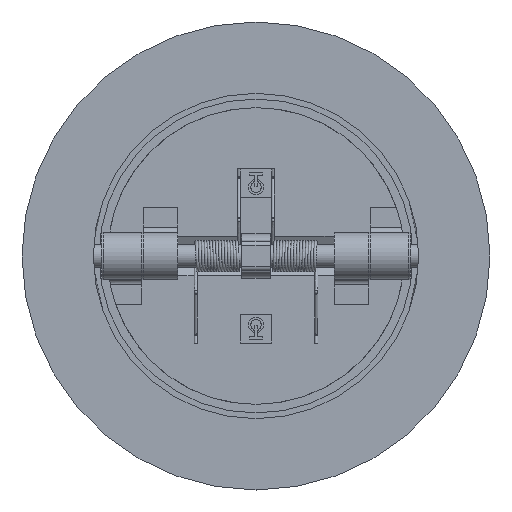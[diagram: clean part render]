
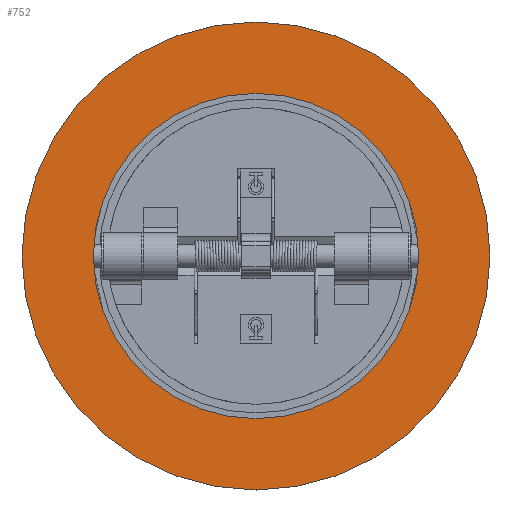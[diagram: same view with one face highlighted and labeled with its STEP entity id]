
A CAD part, front view. The second image highlights one B-rep face of the part: STEP entity #752.
In plain terms, the highlighted planar face has unit normal (0, -1, 0).
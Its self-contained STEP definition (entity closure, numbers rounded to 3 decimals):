
#133 = AXIS2_PLACEMENT_3D ( 'NONE', #27121, #5933, #6123 ) ;
#514 = CARTESIAN_POINT ( 'NONE',  ( 0., 0., -82. ) ) ;
#752 = ADVANCED_FACE ( 'NONE', ( #8597, #31232 ), #5553, .F. ) ;
#2528 = DIRECTION ( 'NONE',  ( 0., 0., -1. ) ) ;
#5553 = PLANE ( 'NONE',  #133 ) ;
#5933 = DIRECTION ( 'NONE',  ( 0., 1., 0. ) ) ;
#6123 = DIRECTION ( 'NONE',  ( 0., 0., 1. ) ) ;
#7428 = DIRECTION ( 'NONE',  ( 0., 0., -1. ) ) ;
#7819 = DIRECTION ( 'NONE',  ( 0., -1., 0. ) ) ;
#8597 = FACE_BOUND ( 'NONE', #20886, .T. ) ;
#10883 = AXIS2_PLACEMENT_3D ( 'NONE', #32901, #45556, #7428 ) ;
#12376 = ORIENTED_EDGE ( 'NONE', *, *, #50274, .T. ) ;
#13232 = CIRCLE ( 'NONE', #32060, 82. ) ;
#13661 = AXIS2_PLACEMENT_3D ( 'NONE', #24907, #7819, #20280 ) ;
#15510 = EDGE_CURVE ( 'NONE', #28141, #52597, #25537, .T. ) ;
#15539 = DIRECTION ( 'NONE',  ( 0., -1., 0. ) ) ;
#18862 = DIRECTION ( 'NONE',  ( 0., -1., 0. ) ) ;
#19576 = CARTESIAN_POINT ( 'NONE',  ( 0., 0., 0. ) ) ;
#20280 = DIRECTION ( 'NONE',  ( 0., 0., -1. ) ) ;
#20886 = EDGE_LOOP ( 'NONE', ( #25927, #45459 ) ) ;
#21475 = VERTEX_POINT ( 'NONE', #514 ) ;
#24907 = CARTESIAN_POINT ( 'NONE',  ( 0., 0., 0. ) ) ;
#25537 = CIRCLE ( 'NONE', #13661, 57. ) ;
#25927 = ORIENTED_EDGE ( 'NONE', *, *, #26108, .F. ) ;
#26108 = EDGE_CURVE ( 'NONE', #52597, #28141, #43713, .T. ) ;
#27121 = CARTESIAN_POINT ( 'NONE',  ( 0., 0., 0. ) ) ;
#27777 = DIRECTION ( 'NONE',  ( 0., 0., -1. ) ) ;
#28141 = VERTEX_POINT ( 'NONE', #30078 ) ;
#30078 = CARTESIAN_POINT ( 'NONE',  ( 0., 0., 57. ) ) ;
#31232 = FACE_OUTER_BOUND ( 'NONE', #50034, .T. ) ;
#32060 = AXIS2_PLACEMENT_3D ( 'NONE', #36588, #15539, #2528 ) ;
#32901 = CARTESIAN_POINT ( 'NONE',  ( 0., 0., 0. ) ) ;
#36396 = AXIS2_PLACEMENT_3D ( 'NONE', #19576, #18862, #27777 ) ;
#36588 = CARTESIAN_POINT ( 'NONE',  ( 0., 0., 0. ) ) ;
#37823 = CARTESIAN_POINT ( 'NONE',  ( 0., 0., 82. ) ) ;
#40735 = CIRCLE ( 'NONE', #10883, 82. ) ;
#43713 = CIRCLE ( 'NONE', #36396, 57. ) ;
#45459 = ORIENTED_EDGE ( 'NONE', *, *, #15510, .F. ) ;
#45556 = DIRECTION ( 'NONE',  ( 0., -1., 0. ) ) ;
#49719 = ORIENTED_EDGE ( 'NONE', *, *, #52430, .T. ) ;
#49828 = CARTESIAN_POINT ( 'NONE',  ( 0., 0., -57. ) ) ;
#50034 = EDGE_LOOP ( 'NONE', ( #49719, #12376 ) ) ;
#50274 = EDGE_CURVE ( 'NONE', #50810, #21475, #13232, .T. ) ;
#50810 = VERTEX_POINT ( 'NONE', #37823 ) ;
#52430 = EDGE_CURVE ( 'NONE', #21475, #50810, #40735, .T. ) ;
#52597 = VERTEX_POINT ( 'NONE', #49828 ) ;
